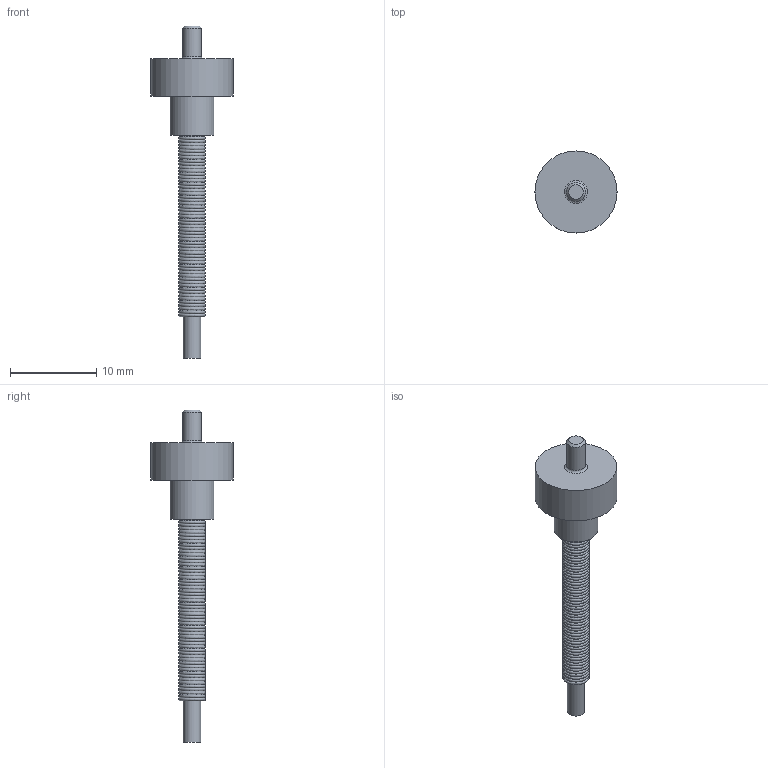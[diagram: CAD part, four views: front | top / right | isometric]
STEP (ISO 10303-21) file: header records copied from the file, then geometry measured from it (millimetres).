
FILE_DESCRIPTION((''),'2;1');
FILE_NAME('LLB215.stp','2010-11-11T09:34:44',('thomasl'),(''),'Autodesk Inventor 2008','Autodesk Inventor 2008','');
FILE_SCHEMA(('AUTOMOTIVE_DESIGN { 1 0 10303 214 1 1 1 1 }'));
Length unit declared in the file: inch
Products named in the file (4): LLB215; $F1721; 105C8; 105C8A
Assembly tree (3 placements, depth 3):
  LLB215
    $F1721
      105C8
      105C8A
Bounding box: 9.53 x 9.53 x 38.54 mm (x, y, z)
Volume: 484.1 mm3; surface area: 1061.8 mm2
Topology: 2 solids, 2 shells, 92 faces, 172 edges, 91 vertices
Faces by surface type: bspline 71, plane 11, cylinder 8, cone 1, torus 1
Full cylindrical faces by diameter (mm): 1.943 x1, 2.007 x1, 2.184 x1, 3.175 x1, 5.08 x1, 7.62 x1, 7.874 x1, 9.525 x1
Entity records: 7300 total; most frequent: CARTESIAN_POINT 5923, DIRECTION 236, ORIENTED_EDGE 180, EDGE_LOOP 180, AXIS2_PLACEMENT_3D 118, FACE_OUTER_BOUND 92, ADVANCED_FACE 92, VERTEX_POINT 90
